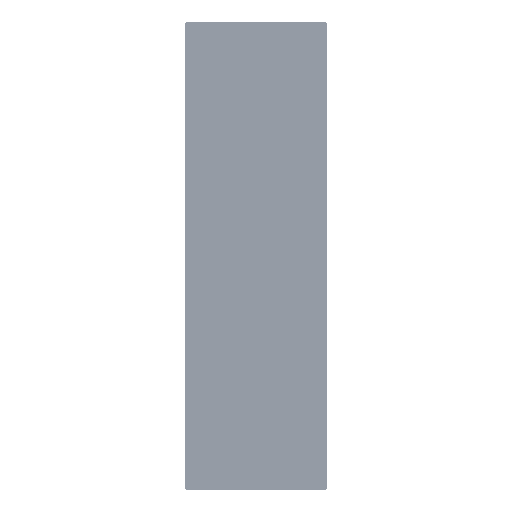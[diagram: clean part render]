
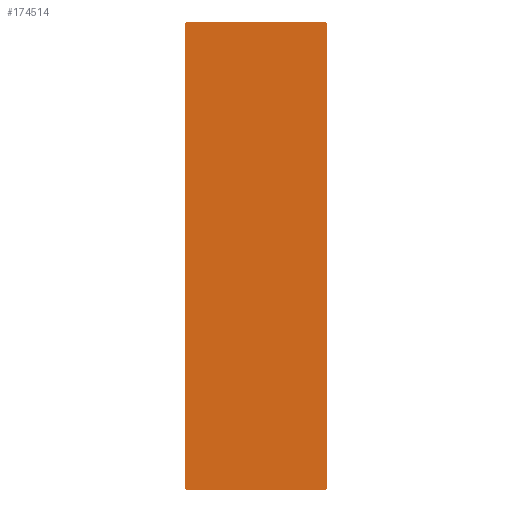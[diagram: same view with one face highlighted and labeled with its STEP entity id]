
A CAD part, top view. The second image highlights one B-rep face of the part: STEP entity #174514.
In plain terms, the highlighted planar face has unit normal (0, 0, 1).
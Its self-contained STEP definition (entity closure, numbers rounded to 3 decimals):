
#10807 = VERTEX_POINT ( 'NONE', #153709 ) ;
#14395 = EDGE_CURVE ( 'NONE', #232557, #42816, #182870, .T. ) ;
#16089 = AXIS2_PLACEMENT_3D ( 'NONE', #42190, #223936, #124429 ) ;
#19930 = EDGE_CURVE ( 'NONE', #10807, #99871, #101481, .T. ) ;
#24823 = LINE ( 'NONE', #223833, #54944 ) ;
#26852 = CIRCLE ( 'NONE', #162430, 3. ) ;
#29061 = DIRECTION ( 'NONE',  ( 1., 0., 0. ) ) ;
#36169 = EDGE_CURVE ( 'NONE', #99871, #93163, #230675, .T. ) ;
#38320 = ORIENTED_EDGE ( 'NONE', *, *, #248441, .T. ) ;
#38897 = CARTESIAN_POINT ( 'NONE',  ( 176., -579.5, 15. ) ) ;
#39921 = CARTESIAN_POINT ( 'NONE',  ( -173., -579.5, 15. ) ) ;
#42190 = CARTESIAN_POINT ( 'NONE',  ( 173., -579.5, 15. ) ) ;
#42816 = VERTEX_POINT ( 'NONE', #120953 ) ;
#44707 = DIRECTION ( 'NONE',  ( 0., -1., 0. ) ) ;
#49238 = CARTESIAN_POINT ( 'NONE',  ( -173., 579.5, 15. ) ) ;
#52319 = CARTESIAN_POINT ( 'NONE',  ( -176., 579.5, 15. ) ) ;
#54944 = VECTOR ( 'NONE', #44707, 1000. ) ;
#58542 = DIRECTION ( 'NONE',  ( 1., 0., 0. ) ) ;
#66930 = FACE_OUTER_BOUND ( 'NONE', #170350, .T. ) ;
#68068 = ORIENTED_EDGE ( 'NONE', *, *, #176952, .T. ) ;
#69534 = DIRECTION ( 'NONE',  ( 0., 0., 1. ) ) ;
#70137 = CARTESIAN_POINT ( 'NONE',  ( 173., -582.5, 15. ) ) ;
#89102 = DIRECTION ( 'NONE',  ( 1., 0., 0. ) ) ;
#93163 = VERTEX_POINT ( 'NONE', #141282 ) ;
#96087 = CARTESIAN_POINT ( 'NONE',  ( 173., 579.5, 15. ) ) ;
#99657 = ORIENTED_EDGE ( 'NONE', *, *, #36169, .T. ) ;
#99871 = VERTEX_POINT ( 'NONE', #205473 ) ;
#100382 = VECTOR ( 'NONE', #143021, 1000. ) ;
#101481 = CIRCLE ( 'NONE', #156584, 3. ) ;
#111585 = VERTEX_POINT ( 'NONE', #52319 ) ;
#112177 = CARTESIAN_POINT ( 'NONE',  ( -173., 582.5, 15. ) ) ;
#119884 = CIRCLE ( 'NONE', #132531, 3. ) ;
#120953 = CARTESIAN_POINT ( 'NONE',  ( 176., 579.5, 15. ) ) ;
#124429 = DIRECTION ( 'NONE',  ( 1., 0., 0. ) ) ;
#129690 = DIRECTION ( 'NONE',  ( 0., 0., 1. ) ) ;
#130185 = DIRECTION ( 'NONE',  ( 0., 0., 1. ) ) ;
#131545 = EDGE_CURVE ( 'NONE', #111585, #10807, #24823, .T. ) ;
#132531 = AXIS2_PLACEMENT_3D ( 'NONE', #49238, #130185, #89102 ) ;
#137484 = VECTOR ( 'NONE', #29061, 1000. ) ;
#141055 = EDGE_CURVE ( 'NONE', #239132, #111585, #119884, .T. ) ;
#141282 = CARTESIAN_POINT ( 'NONE',  ( 173., -582.5, 15. ) ) ;
#143021 = DIRECTION ( 'NONE',  ( 0., 1., 0. ) ) ;
#147831 = CARTESIAN_POINT ( 'NONE',  ( -173., 579.5, 15. ) ) ;
#153709 = CARTESIAN_POINT ( 'NONE',  ( -176., -579.5, 15. ) ) ;
#155234 = CARTESIAN_POINT ( 'NONE',  ( -173., 582.5, 15. ) ) ;
#155795 = DIRECTION ( 'NONE',  ( 1., 0., 0. ) ) ;
#156584 = AXIS2_PLACEMENT_3D ( 'NONE', #39921, #180613, #58542 ) ;
#162430 = AXIS2_PLACEMENT_3D ( 'NONE', #96087, #129690, #155795 ) ;
#163775 = AXIS2_PLACEMENT_3D ( 'NONE', #147831, #69534, #171672 ) ;
#170350 = EDGE_LOOP ( 'NONE', ( #229617, #237440, #231103, #99657, #68068, #250682, #259493, #38320 ) ) ;
#171672 = DIRECTION ( 'NONE',  ( 1., 0., 0. ) ) ;
#174514 = ADVANCED_FACE ( 'NONE', ( #66930 ), #190274, .T. ) ;
#176952 = EDGE_CURVE ( 'NONE', #93163, #232557, #181218, .T. ) ;
#180613 = DIRECTION ( 'NONE',  ( 0., 0., 1. ) ) ;
#181218 = CIRCLE ( 'NONE', #16089, 3. ) ;
#182870 = LINE ( 'NONE', #223960, #100382 ) ;
#190274 = PLANE ( 'NONE',  #163775 ) ;
#203457 = VERTEX_POINT ( 'NONE', #235837 ) ;
#203866 = EDGE_CURVE ( 'NONE', #42816, #203457, #26852, .T. ) ;
#205473 = CARTESIAN_POINT ( 'NONE',  ( -173., -582.5, 15. ) ) ;
#214955 = DIRECTION ( 'NONE',  ( -1., 0., 0. ) ) ;
#223833 = CARTESIAN_POINT ( 'NONE',  ( -176., -579.5, 15. ) ) ;
#223936 = DIRECTION ( 'NONE',  ( 0., 0., 1. ) ) ;
#223960 = CARTESIAN_POINT ( 'NONE',  ( 176., 579.5, 15. ) ) ;
#229617 = ORIENTED_EDGE ( 'NONE', *, *, #141055, .T. ) ;
#230675 = LINE ( 'NONE', #70137, #137484 ) ;
#230963 = VECTOR ( 'NONE', #214955, 1000. ) ;
#231103 = ORIENTED_EDGE ( 'NONE', *, *, #19930, .T. ) ;
#232557 = VERTEX_POINT ( 'NONE', #38897 ) ;
#235837 = CARTESIAN_POINT ( 'NONE',  ( 173., 582.5, 15. ) ) ;
#237440 = ORIENTED_EDGE ( 'NONE', *, *, #131545, .T. ) ;
#239132 = VERTEX_POINT ( 'NONE', #112177 ) ;
#248441 = EDGE_CURVE ( 'NONE', #203457, #239132, #256013, .T. ) ;
#250682 = ORIENTED_EDGE ( 'NONE', *, *, #14395, .T. ) ;
#256013 = LINE ( 'NONE', #155234, #230963 ) ;
#259493 = ORIENTED_EDGE ( 'NONE', *, *, #203866, .T. ) ;
